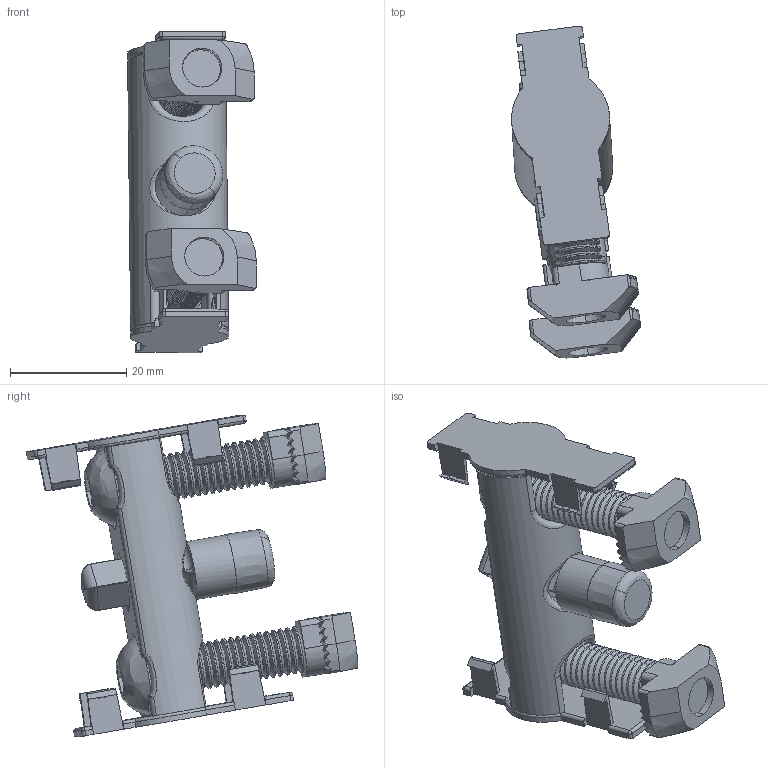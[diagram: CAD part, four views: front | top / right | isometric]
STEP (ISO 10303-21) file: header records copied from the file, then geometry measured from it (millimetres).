
FILE_DESCRIPTION (( 'STEP AP214' ), '1' );
FILE_NAME ('099c501.STEP', '2014-08-29T06:26:09', ( '' ), ( '' ), 'SwSTEP 2.0', 'SolidWorks 2014', '' );
FILE_SCHEMA (( 'AUTOMOTIVE_DESIGN' ));
Length unit declared in the file: millimetre
Products named in the file (1): 099c501
Bounding box: 22.2 x 57.11 x 55.43 mm (x, y, z)
Volume: 13724.7 mm3; surface area: 11519.3 mm2
Topology: 8 solids, 8 shells, 1004 faces, 2485 edges, 1476 vertices
Faces by surface type: cylinder 328, plane 310, cone 244, bspline 122
Entity records: 44619 total; most frequent: CARTESIAN_POINT 10729, ORIENTED_EDGE 4914, DIRECTION 4672, EDGE_CURVE 2457, AXIS2_PLACEMENT_3D 1687, VERTEX_POINT 1476, VECTOR 1298, LINE 1298
